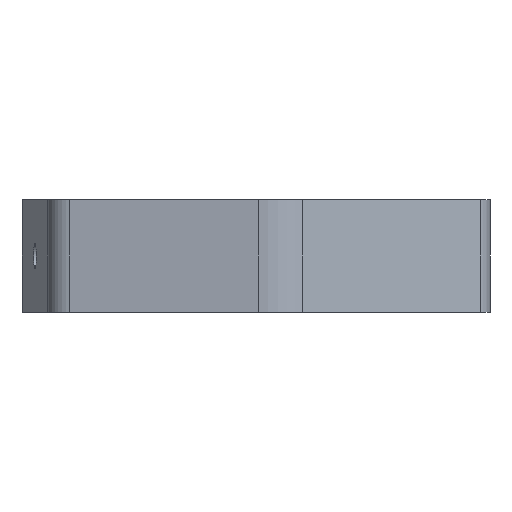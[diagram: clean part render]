
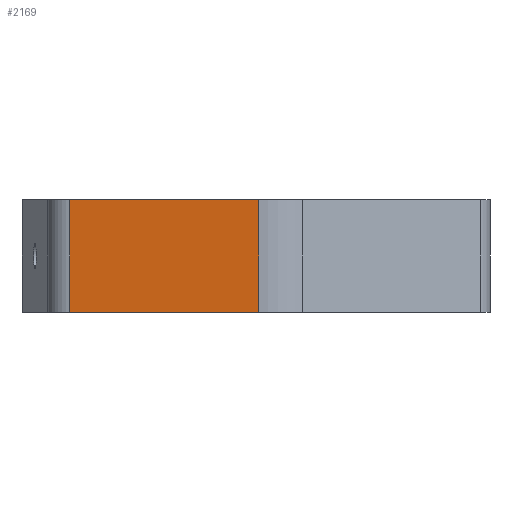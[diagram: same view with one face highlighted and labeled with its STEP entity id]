
A CAD part, left-side view. The second image highlights one B-rep face of the part: STEP entity #2169.
In plain terms, the highlighted planar face has unit normal (-0.992, 0.123, 0).
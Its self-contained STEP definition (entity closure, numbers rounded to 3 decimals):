
#245=FACE_OUTER_BOUND('',#360,.T.);
#360=EDGE_LOOP('',(#1564,#1565,#1566,#1567));
#513=LINE('',#3242,#720);
#545=LINE('',#3348,#752);
#547=LINE('',#3354,#754);
#548=LINE('',#3355,#755);
#720=VECTOR('',#2551,10.);
#752=VECTOR('',#2647,10.);
#754=VECTOR('',#2653,10.);
#755=VECTOR('',#2654,10.);
#925=VERTEX_POINT('',#3239);
#926=VERTEX_POINT('',#3241);
#968=VERTEX_POINT('',#3347);
#970=VERTEX_POINT('',#3353);
#1149=EDGE_CURVE('',#926,#925,#513,.F.);
#1202=EDGE_CURVE('',#968,#926,#545,.T.);
#1205=EDGE_CURVE('',#970,#925,#547,.T.);
#1206=EDGE_CURVE('',#970,#968,#548,.T.);
#1564=ORIENTED_EDGE('',*,*,#1149,.T.);
#1565=ORIENTED_EDGE('',*,*,#1205,.F.);
#1566=ORIENTED_EDGE('',*,*,#1206,.T.);
#1567=ORIENTED_EDGE('',*,*,#1202,.T.);
#2110=PLANE('',#2310);
#2169=ADVANCED_FACE('',(#245),#2110,.T.);
#2310=AXIS2_PLACEMENT_3D('',#3352,#2651,#2652);
#2551=DIRECTION('',(0.123,0.992,0.));
#2647=DIRECTION('',(0.,0.,-1.));
#2651=DIRECTION('center_axis',(-0.992,0.123,0.));
#2652=DIRECTION('ref_axis',(0.123,0.992,0.));
#2653=DIRECTION('',(0.,0.,-1.));
#2654=DIRECTION('',(0.123,0.992,0.));
#3239=CARTESIAN_POINT('',(-114.827,7.165,-25.93));
#3241=CARTESIAN_POINT('',(-108.671,56.741,-25.93));
#3242=CARTESIAN_POINT('',(-113.85,15.035,-25.93));
#3347=CARTESIAN_POINT('',(-108.671,56.741,3.57));
#3348=CARTESIAN_POINT('',(-108.671,56.741,-25.32));
#3352=CARTESIAN_POINT('Origin',(-114.827,7.165,2.96));
#3353=CARTESIAN_POINT('',(-114.827,7.165,3.57));
#3354=CARTESIAN_POINT('',(-114.827,7.165,-22.71));
#3355=CARTESIAN_POINT('',(-113.85,15.035,3.57));
